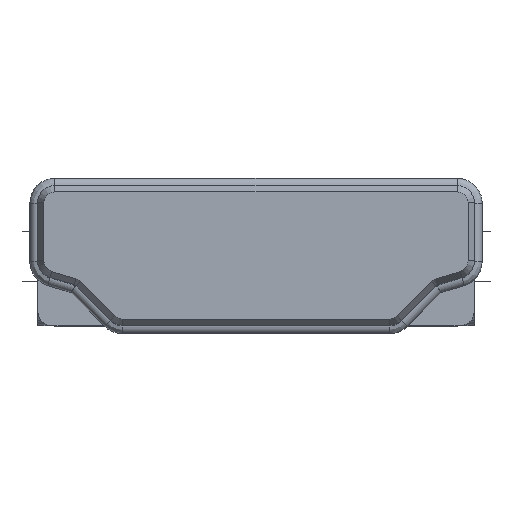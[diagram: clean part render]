
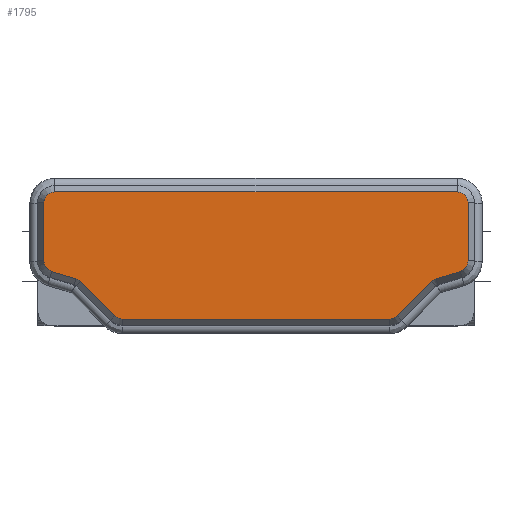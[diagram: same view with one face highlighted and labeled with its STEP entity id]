
A CAD part, top view. The second image highlights one B-rep face of the part: STEP entity #1795.
In plain terms, the highlighted planar face has unit normal (0, 0, 1).
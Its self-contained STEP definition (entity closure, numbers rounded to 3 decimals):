
#86 = EDGE_CURVE ( 'NONE', #5407, #2729, #1178, .T. ) ;
#139 = LINE ( 'NONE', #2134, #5668 ) ;
#220 = DIRECTION ( 'NONE',  ( 0., 0., 1. ) ) ;
#411 = ORIENTED_EDGE ( 'NONE', *, *, #8907, .T. ) ;
#554 = ORIENTED_EDGE ( 'NONE', *, *, #3428, .T. ) ;
#563 = VERTEX_POINT ( 'NONE', #3652 ) ;
#608 = CIRCLE ( 'NONE', #2069, 0.35 ) ;
#610 = AXIS2_PLACEMENT_3D ( 'NONE', #2129, #7203, #2856 ) ;
#678 = CARTESIAN_POINT ( 'NONE',  ( 5.835, -1.078, 11. ) ) ;
#709 = VECTOR ( 'NONE', #1211, 1000. ) ;
#829 = EDGE_CURVE ( 'NONE', #2501, #6584, #6375, .T. ) ;
#888 = CARTESIAN_POINT ( 'NONE',  ( -6.75, -0.496, 11. ) ) ;
#912 = EDGE_CURVE ( 'NONE', #6584, #8906, #608, .T. ) ;
#931 = CARTESIAN_POINT ( 'NONE',  ( 1.25, -0.496, 11. ) ) ;
#1006 = DIRECTION ( 'NONE',  ( 0.957, -0.288, 0. ) ) ;
#1178 = LINE ( 'NONE', #6097, #8655 ) ;
#1211 = DIRECTION ( 'NONE',  ( 0.706, 0.708, 0. ) ) ;
#1281 = EDGE_CURVE ( 'NONE', #2729, #9380, #6823, .T. ) ;
#1390 = DIRECTION ( 'NONE',  ( 1., 0., 0. ) ) ;
#1443 = VERTEX_POINT ( 'NONE', #8362 ) ;
#1465 = VERTEX_POINT ( 'NONE', #6949 ) ;
#1506 = EDGE_CURVE ( 'NONE', #8906, #6480, #2609, .T. ) ;
#1517 = EDGE_CURVE ( 'NONE', #1465, #9102, #6482, .T. ) ;
#1532 = EDGE_CURVE ( 'NONE', #1443, #2501, #6243, .T. ) ;
#1677 = DIRECTION ( 'NONE',  ( 1., 0., 0. ) ) ;
#1795 = ADVANCED_FACE ( 'NONE', ( #7836 ), #3109, .T. ) ;
#1873 = DIRECTION ( 'NONE',  ( 0., 0., 1. ) ) ;
#1935 = DIRECTION ( 'NONE',  ( 0., 0., 1. ) ) ;
#1967 = LINE ( 'NONE', #6887, #5604 ) ;
#2069 = AXIS2_PLACEMENT_3D ( 'NONE', #6215, #1873, #6955 ) ;
#2092 = CARTESIAN_POINT ( 'NONE',  ( -5.734, -0.743, 11. ) ) ;
#2129 = CARTESIAN_POINT ( 'NONE',  ( 6.4, 1.675, 11. ) ) ;
#2134 = CARTESIAN_POINT ( 'NONE',  ( 6.75, -0.496, 11. ) ) ;
#2144 = CARTESIAN_POINT ( 'NONE',  ( -6.501, -0.511, 11. ) ) ;
#2151 = AXIS2_PLACEMENT_3D ( 'NONE', #6281, #1935, #7023 ) ;
#2175 = ORIENTED_EDGE ( 'NONE', *, *, #3470, .T. ) ;
#2240 = EDGE_CURVE ( 'NONE', #6776, #5407, #7383, .T. ) ;
#2279 = CIRCLE ( 'NONE', #4618, 0.35 ) ;
#2317 = DIRECTION ( 'NONE',  ( 0., -1., 0. ) ) ;
#2493 = AXIS2_PLACEMENT_3D ( 'NONE', #931, #6021, #1677 ) ;
#2501 = VERTEX_POINT ( 'NONE', #7484 ) ;
#2513 = ORIENTED_EDGE ( 'NONE', *, *, #829, .T. ) ;
#2526 = DIRECTION ( 'NONE',  ( 0.706, -0.708, 0. ) ) ;
#2609 = LINE ( 'NONE', #4085, #709 ) ;
#2729 = VERTEX_POINT ( 'NONE', #2092 ) ;
#2736 = EDGE_CURVE ( 'NONE', #563, #6202, #8403, .T. ) ;
#2742 = VECTOR ( 'NONE', #8058, 1000. ) ;
#2856 = DIRECTION ( 'NONE',  ( -1., 0., 0. ) ) ;
#2975 = CARTESIAN_POINT ( 'NONE',  ( 1.25, -2.025, 11. ) ) ;
#2994 = ORIENTED_EDGE ( 'NONE', *, *, #8817, .T. ) ;
#3062 = CARTESIAN_POINT ( 'NONE',  ( -6.4, 2.025, 11. ) ) ;
#3086 = VECTOR ( 'NONE', #9113, 1000. ) ;
#3109 = PLANE ( 'NONE',  #2493 ) ;
#3193 = EDGE_CURVE ( 'NONE', #563, #3462, #7160, .T. ) ;
#3392 = CARTESIAN_POINT ( 'NONE',  ( 6.4, -0.176, 11. ) ) ;
#3402 = DIRECTION ( 'NONE',  ( 0., 0., -1. ) ) ;
#3428 = EDGE_CURVE ( 'NONE', #6083, #6776, #8514, .T. ) ;
#3462 = VERTEX_POINT ( 'NONE', #3062 ) ;
#3470 = EDGE_CURVE ( 'NONE', #3462, #6083, #2279, .T. ) ;
#3641 = DIRECTION ( 'NONE',  ( 0.957, 0.288, 0. ) ) ;
#3652 = CARTESIAN_POINT ( 'NONE',  ( 6.4, 2.025, 11. ) ) ;
#3729 = EDGE_LOOP ( 'NONE', ( #5276, #7779, #2994, #411, #6095, #7085, #7910, #5649, #2175, #554, #8205, #7517, #6200, #6529, #7336, #2513 ) ) ;
#3999 = EDGE_CURVE ( 'NONE', #9102, #6202, #139, .T. ) ;
#4076 = AXIS2_PLACEMENT_3D ( 'NONE', #678, #5739, #1390 ) ;
#4085 = CARTESIAN_POINT ( 'NONE',  ( 4.5, -1.922, 11. ) ) ;
#4114 = DIRECTION ( 'NONE',  ( -1., 0., 0. ) ) ;
#4158 = DIRECTION ( 'NONE',  ( 0., 0., 1. ) ) ;
#4397 = CARTESIAN_POINT ( 'NONE',  ( 5.587, -0.831, 11. ) ) ;
#4544 = CARTESIAN_POINT ( 'NONE',  ( -6.4, 1.675, 11. ) ) ;
#4593 = CARTESIAN_POINT ( 'NONE',  ( 5.734, -0.743, 11. ) ) ;
#4618 = AXIS2_PLACEMENT_3D ( 'NONE', #4544, #220, #5261 ) ;
#5120 = AXIS2_PLACEMENT_3D ( 'NONE', #3392, #8463, #4114 ) ;
#5261 = DIRECTION ( 'NONE',  ( -1., 0., 0. ) ) ;
#5276 = ORIENTED_EDGE ( 'NONE', *, *, #912, .T. ) ;
#5407 = VERTEX_POINT ( 'NONE', #2144 ) ;
#5604 = VECTOR ( 'NONE', #2526, 1000. ) ;
#5649 = ORIENTED_EDGE ( 'NONE', *, *, #3193, .T. ) ;
#5668 = VECTOR ( 'NONE', #6471, 1000. ) ;
#5739 = DIRECTION ( 'NONE',  ( 0., 0., -1. ) ) ;
#5741 = CARTESIAN_POINT ( 'NONE',  ( -5.587, -0.831, 11. ) ) ;
#5800 = CARTESIAN_POINT ( 'NONE',  ( 4.5, -1.922, 11. ) ) ;
#5855 = CARTESIAN_POINT ( 'NONE',  ( 6.75, 1.675, 11. ) ) ;
#5975 = CARTESIAN_POINT ( 'NONE',  ( 4.252, -2.025, 11. ) ) ;
#6021 = DIRECTION ( 'NONE',  ( 0., 0., 1. ) ) ;
#6083 = VERTEX_POINT ( 'NONE', #6377 ) ;
#6091 = AXIS2_PLACEMENT_3D ( 'NONE', #8489, #4158, #9218 ) ;
#6095 = ORIENTED_EDGE ( 'NONE', *, *, #1517, .T. ) ;
#6097 = CARTESIAN_POINT ( 'NONE',  ( -6.501, -0.511, 11. ) ) ;
#6200 = ORIENTED_EDGE ( 'NONE', *, *, #1281, .T. ) ;
#6202 = VERTEX_POINT ( 'NONE', #5855 ) ;
#6215 = CARTESIAN_POINT ( 'NONE',  ( 4.252, -1.675, 11. ) ) ;
#6243 = CIRCLE ( 'NONE', #6091, 0.35 ) ;
#6272 = LINE ( 'NONE', #6535, #7994 ) ;
#6281 = CARTESIAN_POINT ( 'NONE',  ( -6.4, -0.176, 11. ) ) ;
#6375 = LINE ( 'NONE', #2975, #2742 ) ;
#6377 = CARTESIAN_POINT ( 'NONE',  ( -6.75, 1.675, 11. ) ) ;
#6471 = DIRECTION ( 'NONE',  ( 0., 1., 0. ) ) ;
#6480 = VERTEX_POINT ( 'NONE', #4397 ) ;
#6482 = CIRCLE ( 'NONE', #5120, 0.35 ) ;
#6529 = ORIENTED_EDGE ( 'NONE', *, *, #8509, .T. ) ;
#6535 = CARTESIAN_POINT ( 'NONE',  ( 5.734, -0.743, 11. ) ) ;
#6584 = VERTEX_POINT ( 'NONE', #5975 ) ;
#6776 = VERTEX_POINT ( 'NONE', #7014 ) ;
#6823 = CIRCLE ( 'NONE', #7256, 0.35 ) ;
#6887 = CARTESIAN_POINT ( 'NONE',  ( -5.587, -0.831, 11. ) ) ;
#6935 = CARTESIAN_POINT ( 'NONE',  ( 0., 2.025, 11. ) ) ;
#6949 = CARTESIAN_POINT ( 'NONE',  ( 6.501, -0.511, 11. ) ) ;
#6955 = DIRECTION ( 'NONE',  ( -1., 0., 0. ) ) ;
#7014 = CARTESIAN_POINT ( 'NONE',  ( -6.75, -0.176, 11. ) ) ;
#7023 = DIRECTION ( 'NONE',  ( -1., 0., 0. ) ) ;
#7085 = ORIENTED_EDGE ( 'NONE', *, *, #3999, .T. ) ;
#7109 = VERTEX_POINT ( 'NONE', #4593 ) ;
#7160 = LINE ( 'NONE', #6935, #3086 ) ;
#7203 = DIRECTION ( 'NONE',  ( 0., 0., -1. ) ) ;
#7256 = AXIS2_PLACEMENT_3D ( 'NONE', #7745, #3402, #8477 ) ;
#7336 = ORIENTED_EDGE ( 'NONE', *, *, #1532, .T. ) ;
#7383 = CIRCLE ( 'NONE', #2151, 0.35 ) ;
#7476 = CARTESIAN_POINT ( 'NONE',  ( 6.75, -0.176, 11. ) ) ;
#7484 = CARTESIAN_POINT ( 'NONE',  ( -4.252, -2.025, 11. ) ) ;
#7517 = ORIENTED_EDGE ( 'NONE', *, *, #86, .T. ) ;
#7745 = CARTESIAN_POINT ( 'NONE',  ( -5.835, -1.078, 11. ) ) ;
#7779 = ORIENTED_EDGE ( 'NONE', *, *, #1506, .T. ) ;
#7836 = FACE_OUTER_BOUND ( 'NONE', #3729, .T. ) ;
#7910 = ORIENTED_EDGE ( 'NONE', *, *, #2736, .F. ) ;
#7994 = VECTOR ( 'NONE', #3641, 1000. ) ;
#8058 = DIRECTION ( 'NONE',  ( 1., 0., 0. ) ) ;
#8205 = ORIENTED_EDGE ( 'NONE', *, *, #2240, .T. ) ;
#8279 = VECTOR ( 'NONE', #2317, 1000. ) ;
#8362 = CARTESIAN_POINT ( 'NONE',  ( -4.5, -1.922, 11. ) ) ;
#8403 = CIRCLE ( 'NONE', #610, 0.35 ) ;
#8463 = DIRECTION ( 'NONE',  ( 0., 0., 1. ) ) ;
#8477 = DIRECTION ( 'NONE',  ( 1., 0., 0. ) ) ;
#8489 = CARTESIAN_POINT ( 'NONE',  ( -4.252, -1.675, 11. ) ) ;
#8509 = EDGE_CURVE ( 'NONE', #9380, #1443, #1967, .T. ) ;
#8514 = LINE ( 'NONE', #888, #8279 ) ;
#8655 = VECTOR ( 'NONE', #1006, 1000. ) ;
#8817 = EDGE_CURVE ( 'NONE', #6480, #7109, #8891, .T. ) ;
#8891 = CIRCLE ( 'NONE', #4076, 0.35 ) ;
#8906 = VERTEX_POINT ( 'NONE', #5800 ) ;
#8907 = EDGE_CURVE ( 'NONE', #7109, #1465, #6272, .T. ) ;
#9102 = VERTEX_POINT ( 'NONE', #7476 ) ;
#9113 = DIRECTION ( 'NONE',  ( -1., 0., 0. ) ) ;
#9218 = DIRECTION ( 'NONE',  ( -1., 0., 0. ) ) ;
#9380 = VERTEX_POINT ( 'NONE', #5741 ) ;
